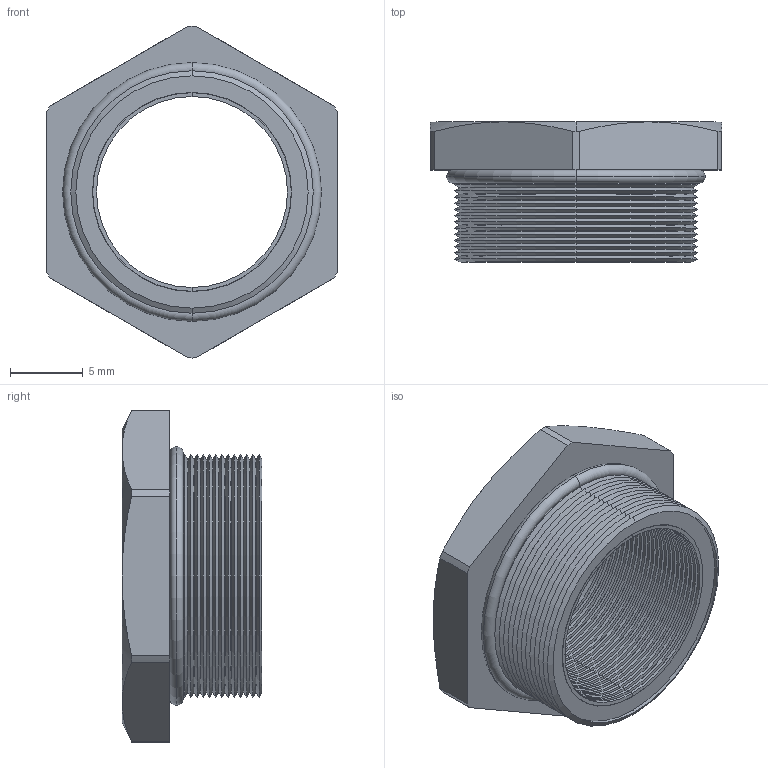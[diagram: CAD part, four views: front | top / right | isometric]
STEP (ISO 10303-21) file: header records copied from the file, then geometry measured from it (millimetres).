
FILE_DESCRIPTION (( 'STEP AP203' ), '1' );
FILE_NAME ('RM-1612-SS-B.STEP', '2006-04-18T09:09:43', ( 'bay06' ), ( '' ), 'SwSTEP 2.0', 'SolidWorks 2008', '' );
FILE_SCHEMA (( 'CONFIG_CONTROL_DESIGN' ));
Length unit declared in the file: inch
Products named in the file (1): RM-1612-SS-B
Bounding box: 20.07 x 9.64 x 22.88 mm (x, y, z)
Volume: 1147.7 mm3; surface area: 2175.9 mm2
Topology: 2 solids, 2 shells, 245 faces, 502 edges, 260 vertices
Faces by surface type: cone 151, cylinder 81, plane 9, torus 4
Entity records: 6381 total; most frequent: DIRECTION 1234, CARTESIAN_POINT 1072, ORIENTED_EDGE 1004, EDGE_CURVE 502, AXIS2_PLACEMENT_3D 498, VERTEX_POINT 260, CIRCLE 252, EDGE_LOOP 248
